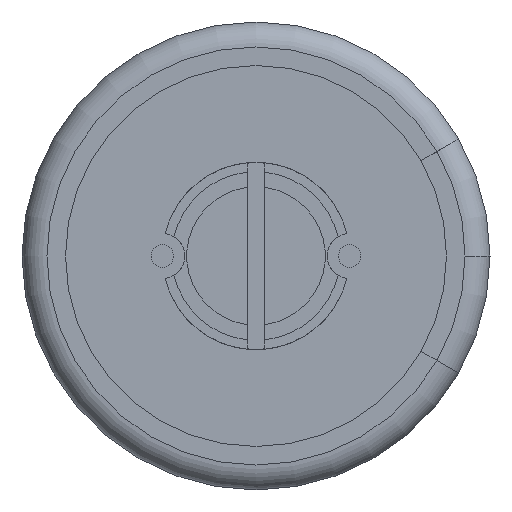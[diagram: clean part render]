
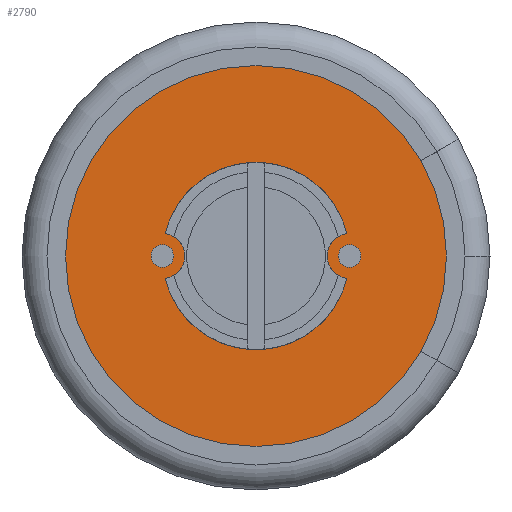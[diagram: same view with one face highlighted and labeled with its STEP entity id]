
A CAD part, front view. The second image highlights one B-rep face of the part: STEP entity #2790.
In plain terms, the highlighted planar face has unit normal (0, -1, 0).
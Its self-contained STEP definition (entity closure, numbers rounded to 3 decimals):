
#97 = DIRECTION ( 'NONE',  ( 1., 0., 0. ) ) ;
#106 = AXIS2_PLACEMENT_3D ( 'NONE', #1478, #357, #350 ) ;
#131 = VERTEX_POINT ( 'NONE', #2051 ) ;
#135 = EDGE_CURVE ( 'NONE', #2892, #2780, #652, .T. ) ;
#298 = DIRECTION ( 'NONE',  ( -1., 0., 0. ) ) ;
#350 = DIRECTION ( 'NONE',  ( -1., 0., 0. ) ) ;
#357 = DIRECTION ( 'NONE',  ( 0., -1., 0. ) ) ;
#364 = CARTESIAN_POINT ( 'NONE',  ( 5.087, 0.95, 0. ) ) ;
#394 = DIRECTION ( 'NONE',  ( 0., -1., 0. ) ) ;
#413 = ORIENTED_EDGE ( 'NONE', *, *, #1969, .T. ) ;
#424 = ORIENTED_EDGE ( 'NONE', *, *, #135, .F. ) ;
#547 = DIRECTION ( 'NONE',  ( 0., -1., 0. ) ) ;
#565 = CARTESIAN_POINT ( 'NONE',  ( 0., 0.95, 0. ) ) ;
#601 = CIRCLE ( 'NONE', #106, 0.6 ) ;
#652 = CIRCLE ( 'NONE', #2610, 2.5 ) ;
#671 = CIRCLE ( 'NONE', #1819, 5.087 ) ;
#712 = CARTESIAN_POINT ( 'NONE',  ( 4.406, 0.95, -2.544 ) ) ;
#728 = CIRCLE ( 'NONE', #2354, 5.087 ) ;
#795 = ORIENTED_EDGE ( 'NONE', *, *, #2792, .T. ) ;
#817 = CARTESIAN_POINT ( 'NONE',  ( 2.428, 0.95, 0.596 ) ) ;
#936 = CIRCLE ( 'NONE', #1518, 2.5 ) ;
#1060 = CARTESIAN_POINT ( 'NONE',  ( 0., 0.95, 0. ) ) ;
#1083 = AXIS2_PLACEMENT_3D ( 'NONE', #1613, #1861, #298 ) ;
#1089 = CARTESIAN_POINT ( 'NONE',  ( -2.428, 0.95, -0.596 ) ) ;
#1142 = CARTESIAN_POINT ( 'NONE',  ( 0., 0.95, 0. ) ) ;
#1217 = DIRECTION ( 'NONE',  ( -1., 0., 0. ) ) ;
#1255 = DIRECTION ( 'NONE',  ( -1., 0., 0. ) ) ;
#1303 = EDGE_CURVE ( 'NONE', #2780, #2145, #2109, .T. ) ;
#1322 = DIRECTION ( 'NONE',  ( -1., 0., 0. ) ) ;
#1332 = AXIS2_PLACEMENT_3D ( 'NONE', #2357, #1427, #1217 ) ;
#1400 = FACE_BOUND ( 'NONE', #2479, .T. ) ;
#1420 = CARTESIAN_POINT ( 'NONE',  ( 0., 0.95, 0. ) ) ;
#1423 = DIRECTION ( 'NONE',  ( 0., -1., 0. ) ) ;
#1427 = DIRECTION ( 'NONE',  ( 0., -1., 0. ) ) ;
#1468 = EDGE_CURVE ( 'NONE', #1530, #1807, #936, .T. ) ;
#1478 = CARTESIAN_POINT ( 'NONE',  ( 2.5, 0.95, 0. ) ) ;
#1518 = AXIS2_PLACEMENT_3D ( 'NONE', #1060, #394, #1322 ) ;
#1530 = VERTEX_POINT ( 'NONE', #1089 ) ;
#1590 = EDGE_CURVE ( 'NONE', #2447, #131, #671, .T. ) ;
#1594 = CARTESIAN_POINT ( 'NONE',  ( 0., 0.95, 2.5 ) ) ;
#1613 = CARTESIAN_POINT ( 'NONE',  ( 0., 0.95, 0. ) ) ;
#1617 = DIRECTION ( 'NONE',  ( 1., 0., 0. ) ) ;
#1694 = DIRECTION ( 'NONE',  ( 0., -1., 0. ) ) ;
#1706 = ORIENTED_EDGE ( 'NONE', *, *, #1468, .F. ) ;
#1774 = DIRECTION ( 'NONE',  ( -1., 0., 0. ) ) ;
#1807 = VERTEX_POINT ( 'NONE', #2485 ) ;
#1819 = AXIS2_PLACEMENT_3D ( 'NONE', #1142, #2510, #2722 ) ;
#1822 = CARTESIAN_POINT ( 'NONE',  ( 0., 0.95, 0. ) ) ;
#1828 = ORIENTED_EDGE ( 'NONE', *, *, #1590, .T. ) ;
#1861 = DIRECTION ( 'NONE',  ( 0., 1., 0. ) ) ;
#1882 = PLANE ( 'NONE',  #1083 ) ;
#1888 = FACE_OUTER_BOUND ( 'NONE', #2475, .T. ) ;
#1939 = ORIENTED_EDGE ( 'NONE', *, *, #2358, .T. ) ;
#1969 = EDGE_CURVE ( 'NONE', #2892, #1807, #601, .T. ) ;
#2051 = CARTESIAN_POINT ( 'NONE',  ( 4.406, 0.95, 2.544 ) ) ;
#2054 = AXIS2_PLACEMENT_3D ( 'NONE', #1822, #1423, #1617 ) ;
#2067 = EDGE_CURVE ( 'NONE', #2145, #1530, #2367, .T. ) ;
#2109 = CIRCLE ( 'NONE', #1332, 2.5 ) ;
#2145 = VERTEX_POINT ( 'NONE', #2284 ) ;
#2179 = ORIENTED_EDGE ( 'NONE', *, *, #1303, .F. ) ;
#2224 = CARTESIAN_POINT ( 'NONE',  ( -2.5, 0.95, 0. ) ) ;
#2274 = DIRECTION ( 'NONE',  ( 0., 1., 0. ) ) ;
#2284 = CARTESIAN_POINT ( 'NONE',  ( -2.428, 0.95, 0.596 ) ) ;
#2313 = VERTEX_POINT ( 'NONE', #712 ) ;
#2354 = AXIS2_PLACEMENT_3D ( 'NONE', #1420, #547, #97 ) ;
#2357 = CARTESIAN_POINT ( 'NONE',  ( 0., 0.95, 0. ) ) ;
#2358 = EDGE_CURVE ( 'NONE', #2313, #2447, #2565, .T. ) ;
#2367 = CIRCLE ( 'NONE', #2721, 0.6 ) ;
#2447 = VERTEX_POINT ( 'NONE', #364 ) ;
#2475 = EDGE_LOOP ( 'NONE', ( #795, #1939, #1828 ) ) ;
#2479 = EDGE_LOOP ( 'NONE', ( #2546, #2179, #424, #413, #1706 ) ) ;
#2485 = CARTESIAN_POINT ( 'NONE',  ( 2.428, 0.95, -0.596 ) ) ;
#2510 = DIRECTION ( 'NONE',  ( 0., -1., 0. ) ) ;
#2546 = ORIENTED_EDGE ( 'NONE', *, *, #2067, .F. ) ;
#2565 = CIRCLE ( 'NONE', #2054, 5.087 ) ;
#2610 = AXIS2_PLACEMENT_3D ( 'NONE', #565, #1694, #1255 ) ;
#2721 = AXIS2_PLACEMENT_3D ( 'NONE', #2224, #2274, #1774 ) ;
#2722 = DIRECTION ( 'NONE',  ( 1., 0., 0. ) ) ;
#2780 = VERTEX_POINT ( 'NONE', #1594 ) ;
#2790 = ADVANCED_FACE ( 'NONE', ( #1400, #1888 ), #1882, .F. ) ;
#2792 = EDGE_CURVE ( 'NONE', #131, #2313, #728, .T. ) ;
#2892 = VERTEX_POINT ( 'NONE', #817 ) ;
